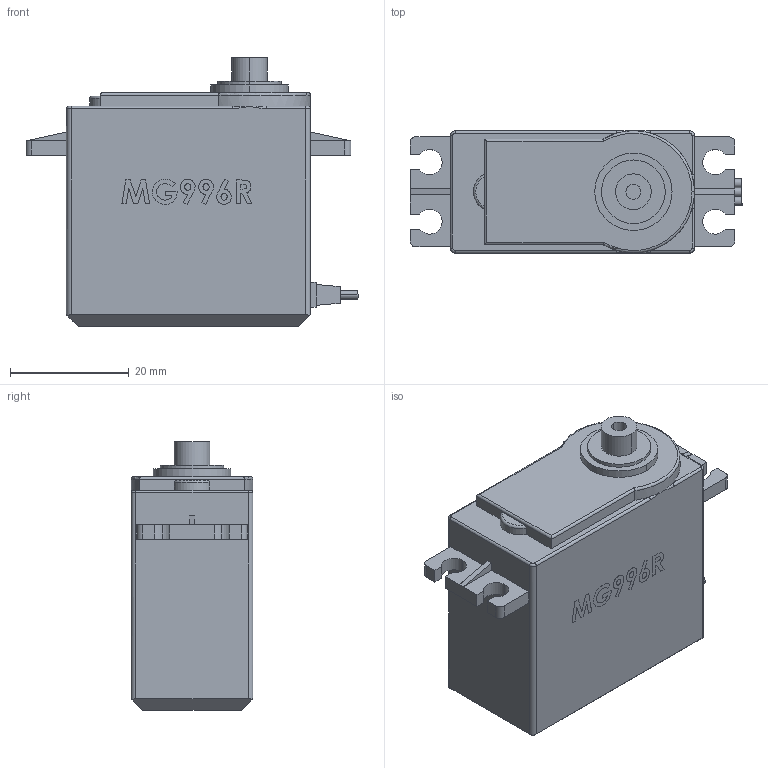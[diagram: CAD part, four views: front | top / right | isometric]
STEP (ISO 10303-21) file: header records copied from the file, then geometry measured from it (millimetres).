
FILE_DESCRIPTION (( 'STEP AP214' ), '1' );
FILE_NAME ('MG996R Servo Motor - 3D Model.STEP', '2022-02-17T13:25:49', ( '' ), ( '' ), 'SwSTEP 2.0', 'SolidWorks 2022', '' );
FILE_SCHEMA (( 'AUTOMOTIVE_DESIGN' ));
Length unit declared in the file: millimetre
Products named in the file (1): MG996R Servo Motor - 3D Model
Bounding box: 55.8 x 20.5 x 45.2 mm (x, y, z)
Volume: 33161.3 mm3; surface area: 7101.1 mm2
Topology: 4 solids, 4 shells, 209 faces, 528 edges, 339 vertices
Faces by surface type: plane 115, bspline 48, cylinder 43, torus 3
Entity records: 10871 total; most frequent: CARTESIAN_POINT 3804, ORIENTED_EDGE 1044, DIRECTION 830, EDGE_CURVE 522, VERTEX_POINT 339, LINE 334, VECTOR 334, AXIS2_PLACEMENT_3D 248
